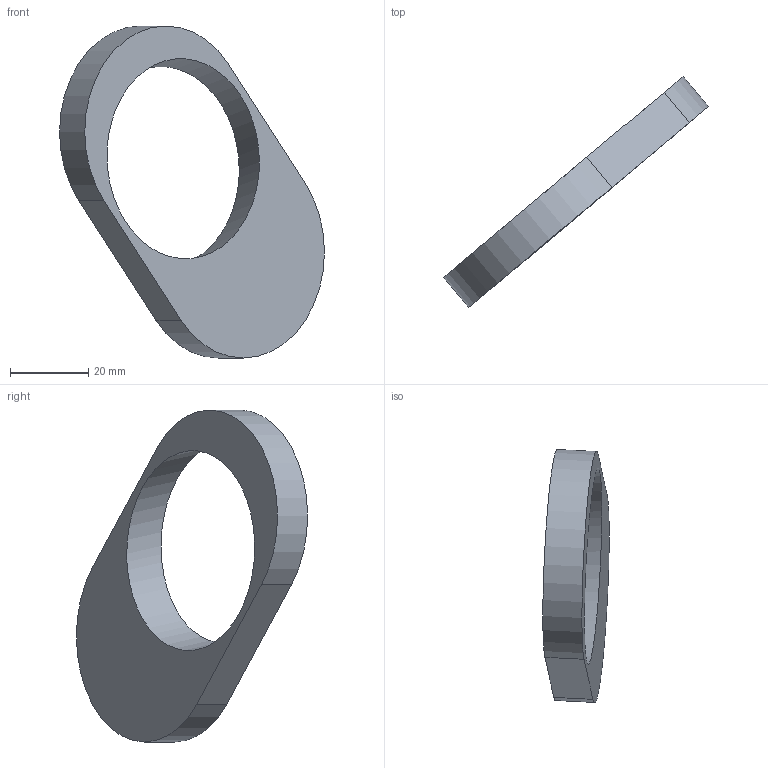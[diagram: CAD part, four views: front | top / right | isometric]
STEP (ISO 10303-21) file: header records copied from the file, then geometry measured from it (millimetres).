
FILE_DESCRIPTION(('FreeCAD Model'),'2;1');
FILE_NAME('origSolid_0.stp','2023-03-03T10:33:50',('FreeCAD'),('FreeCAD' ),'Open CASCADE STEP processor 7.3','FreeCAD','Unknown');
FILE_SCHEMA(('AUTOMOTIVE_DESIGN { 1 0 10303 214 1 1 1 1 }'));
Length unit declared in the file: millimetre
Products named in the file (1): Open CASCADE STEP translator 7.3 1
Bounding box: 67.52 x 58.92 x 84.61 mm (x, y, z)
Volume: 24212 mm3; surface area: 8962.1 mm2
Topology: 1 solids, 1 shells, 7 faces, 23 edges, 18 vertices
Faces by surface type: plane 4, cylinder 3
Full cylindrical faces by diameter (mm): 50 x1
Entity records: 731 total; most frequent: CARTESIAN_POINT 264, DIRECTION 88, ORIENTED_EDGE 46, PCURVE 46, DEFINITIONAL_REPRESENTATION 46, LINE 34, VECTOR 34, EDGE_CURVE 23
